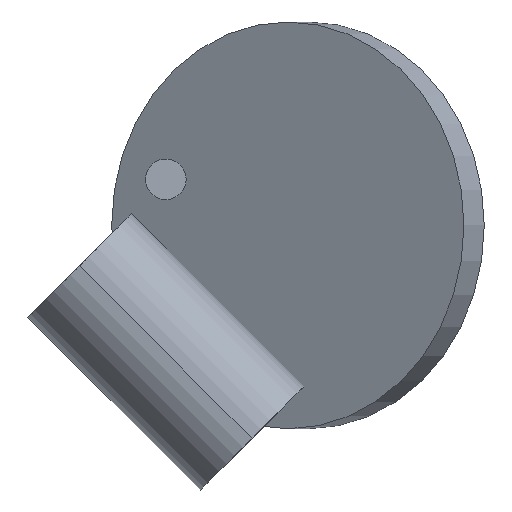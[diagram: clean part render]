
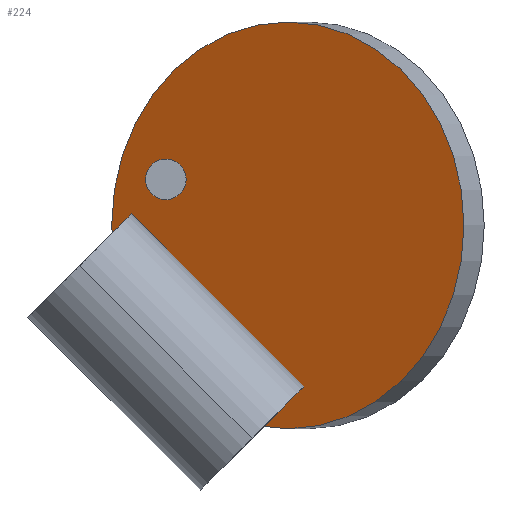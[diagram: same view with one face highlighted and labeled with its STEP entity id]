
A CAD part, front view. The second image highlights one B-rep face of the part: STEP entity #224.
In plain terms, the highlighted planar face has unit normal (-0.5, -0.866, 0).
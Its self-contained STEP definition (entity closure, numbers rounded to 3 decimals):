
#177=CARTESIAN_POINT('',(15.,25.981,-5.656));
#178=DIRECTION('',(0.5,0.866,0.));
#179=DIRECTION('',(0.,0.,-1.));
#180=AXIS2_PLACEMENT_3D('',#177,#178,#179);
#182=CARTESIAN_POINT('',(15.,25.981,-5.656));
#183=DIRECTION('',(0.5,0.866,0.));
#184=DIRECTION('',(0.,0.,1.));
#185=AXIS2_PLACEMENT_3D('',#182,#183,#184);
#205=CARTESIAN_POINT('',(15.,25.981,-30.656));
#206=CARTESIAN_POINT('',(15.,25.981,19.344));
#207=VERTEX_POINT('',#205);
#208=VERTEX_POINT('',#206);
#213=CARTESIAN_POINT('',(15.,25.981,0.));
#214=DIRECTION('',(0.5,0.866,0.));
#215=DIRECTION('',(0.,0.,-1.));
#216=AXIS2_PLACEMENT_3D('',#213,#214,#215);
#217=PLANE('',#216);
#219=ORIENTED_EDGE('',*,*,#218,.T.);
#221=ORIENTED_EDGE('',*,*,#220,.T.);
#222=EDGE_LOOP('',(#219,#221));
#223=FACE_OUTER_BOUND('',#222,.F.);
#224=ADVANCED_FACE('',(#223),#217,.F.);
#181=CIRCLE('',#180,25.);
#186=CIRCLE('',#185,25.);
#218=EDGE_CURVE('',#207,#208,#181,.T.);
#220=EDGE_CURVE('',#208,#207,#186,.T.);
